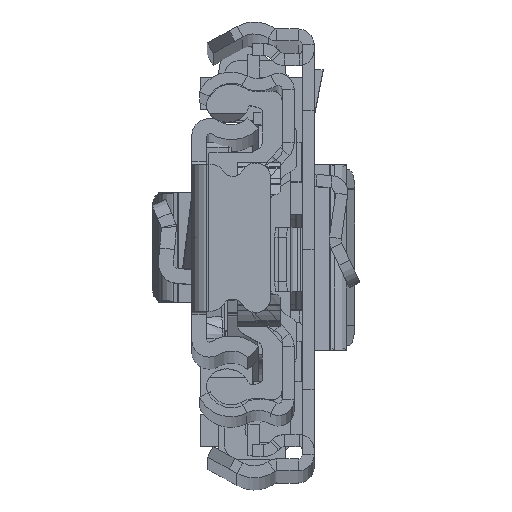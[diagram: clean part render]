
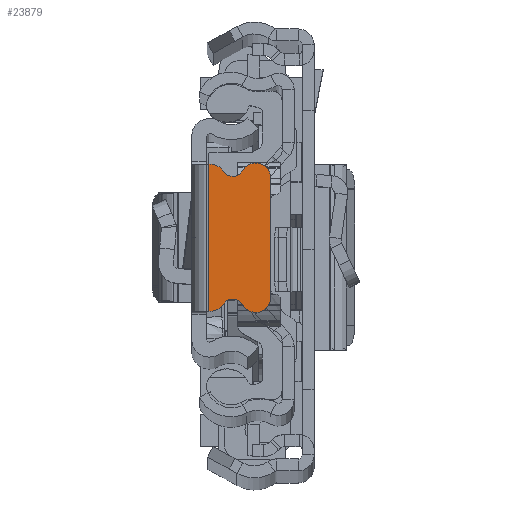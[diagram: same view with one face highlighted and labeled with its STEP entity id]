
A CAD part, top view. The second image highlights one B-rep face of the part: STEP entity #23879.
In plain terms, the highlighted planar face has unit normal (0, 0, 1).
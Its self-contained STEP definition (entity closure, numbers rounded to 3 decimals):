
#8 = DIRECTION ( 'NONE',  ( 0., 0., -1. ) ) ;
#1267 = CIRCLE ( 'NONE', #7509, 1.5 ) ;
#1343 = AXIS2_PLACEMENT_3D ( 'NONE', #18879, #8, #13944 ) ;
#1797 = CARTESIAN_POINT ( 'NONE',  ( -7.929, 6., 0. ) ) ;
#2095 = CARTESIAN_POINT ( 'NONE',  ( -5.109, -6.713, 0. ) ) ;
#2114 = CARTESIAN_POINT ( 'NONE',  ( -1.75, -7.37, 0. ) ) ;
#3039 = DIRECTION ( 'NONE',  ( -1., 0., 0. ) ) ;
#3044 = EDGE_CURVE ( 'NONE', #26661, #34043, #7435, .T. ) ;
#3220 = CIRCLE ( 'NONE', #6048, 1.5 ) ;
#4940 = VECTOR ( 'NONE', #32808, 1000. ) ;
#5015 = CARTESIAN_POINT ( 'NONE',  ( 692.771, 0., 0. ) ) ;
#5291 = CARTESIAN_POINT ( 'NONE',  ( -6.429, -6., 0. ) ) ;
#5371 = DIRECTION ( 'NONE',  ( 0., 0., 1. ) ) ;
#5538 = ORIENTED_EDGE ( 'NONE', *, *, #3044, .F. ) ;
#5733 = CARTESIAN_POINT ( 'NONE',  ( -1.75, 0., 0. ) ) ;
#6048 = AXIS2_PLACEMENT_3D ( 'NONE', #22836, #33392, #17190 ) ;
#6165 = VERTEX_POINT ( 'NONE', #32777 ) ;
#6378 = CARTESIAN_POINT ( 'NONE',  ( -7.929, -6., 0. ) ) ;
#7435 = LINE ( 'NONE', #18162, #12123 ) ;
#7509 = AXIS2_PLACEMENT_3D ( 'NONE', #21286, #13523, #29369 ) ;
#7551 = ORIENTED_EDGE ( 'NONE', *, *, #19257, .T. ) ;
#8199 = EDGE_LOOP ( 'NONE', ( #11408, #5538, #17057, #13883, #18901, #33638, #34680, #32391, #7551, #18271 ) ) ;
#8262 = EDGE_CURVE ( 'NONE', #26661, #23621, #8389, .T. ) ;
#8338 = CARTESIAN_POINT ( 'NONE',  ( -4.142, -7.236, 0. ) ) ;
#8389 = CIRCLE ( 'NONE', #28068, 1.5 ) ;
#9623 = VERTEX_POINT ( 'NONE', #15169 ) ;
#10505 = CARTESIAN_POINT ( 'NONE',  ( -7.929, -6., 0. ) ) ;
#11408 = ORIENTED_EDGE ( 'NONE', *, *, #19633, .F. ) ;
#11424 = CIRCLE ( 'NONE', #24345, 1.5 ) ;
#12123 = VECTOR ( 'NONE', #29269, 1000. ) ;
#13105 = DIRECTION ( 'NONE',  ( 1., 0., 0. ) ) ;
#13486 = LINE ( 'NONE', #5733, #19872 ) ;
#13523 = DIRECTION ( 'NONE',  ( 0., 0., 1. ) ) ;
#13883 = ORIENTED_EDGE ( 'NONE', *, *, #28310, .T. ) ;
#13944 = DIRECTION ( 'NONE',  ( 1., 0., 0. ) ) ;
#15169 = CARTESIAN_POINT ( 'NONE',  ( -1.929, -7.37, 0. ) ) ;
#15231 = AXIS2_PLACEMENT_3D ( 'NONE', #5015, #5371, #13105 ) ;
#15829 = EDGE_CURVE ( 'NONE', #31453, #19927, #3220, .T. ) ;
#16598 = EDGE_CURVE ( 'NONE', #22881, #6165, #27983, .T. ) ;
#16720 = EDGE_CURVE ( 'NONE', #19927, #17111, #32983, .T. ) ;
#16903 = CARTESIAN_POINT ( 'NONE',  ( -5.109, 6.713, 0. ) ) ;
#17057 = ORIENTED_EDGE ( 'NONE', *, *, #8262, .T. ) ;
#17111 = VERTEX_POINT ( 'NONE', #10505 ) ;
#17125 = LINE ( 'NONE', #27889, #28258 ) ;
#17190 = DIRECTION ( 'NONE',  ( -1., 0., 0. ) ) ;
#17476 = DIRECTION ( 'NONE',  ( 1., 0., 0. ) ) ;
#18162 = CARTESIAN_POINT ( 'NONE',  ( -1.929, 7.37, 0. ) ) ;
#18271 = ORIENTED_EDGE ( 'NONE', *, *, #34832, .F. ) ;
#18787 = EDGE_CURVE ( 'NONE', #17111, #22881, #11424, .T. ) ;
#18879 = CARTESIAN_POINT ( 'NONE',  ( -4.142, 7.236, 0. ) ) ;
#18901 = ORIENTED_EDGE ( 'NONE', *, *, #15829, .T. ) ;
#19081 = DIRECTION ( 'NONE',  ( 0., 0., -1. ) ) ;
#19257 = EDGE_CURVE ( 'NONE', #6165, #9623, #1267, .T. ) ;
#19633 = EDGE_CURVE ( 'NONE', #34043, #22519, #13486, .T. ) ;
#19655 = CARTESIAN_POINT ( 'NONE',  ( -3.206, 6.658, 0. ) ) ;
#19872 = VECTOR ( 'NONE', #23870, 1000. ) ;
#19927 = VERTEX_POINT ( 'NONE', #1797 ) ;
#19947 = DIRECTION ( 'NONE',  ( -1., 0., 0. ) ) ;
#20096 = AXIS2_PLACEMENT_3D ( 'NONE', #8338, #19081, #3039 ) ;
#20842 = DIRECTION ( 'NONE',  ( 0., 0., 1. ) ) ;
#21286 = CARTESIAN_POINT ( 'NONE',  ( -1.929, -5.87, 0. ) ) ;
#21742 = DIRECTION ( 'NONE',  ( -1., 0., 0. ) ) ;
#22159 = CARTESIAN_POINT ( 'NONE',  ( -1.75, 7.37, 0. ) ) ;
#22519 = VERTEX_POINT ( 'NONE', #2114 ) ;
#22836 = CARTESIAN_POINT ( 'NONE',  ( -6.429, 6., 0. ) ) ;
#22881 = VERTEX_POINT ( 'NONE', #2095 ) ;
#23621 = VERTEX_POINT ( 'NONE', #19655 ) ;
#23870 = DIRECTION ( 'NONE',  ( 0., -1., 0. ) ) ;
#23879 = ADVANCED_FACE ( 'NONE', ( #26497 ), #29147, .T. ) ;
#24345 = AXIS2_PLACEMENT_3D ( 'NONE', #5291, #20842, #17476 ) ;
#26496 = CARTESIAN_POINT ( 'NONE',  ( -1.929, 7.37, 0. ) ) ;
#26497 = FACE_OUTER_BOUND ( 'NONE', #8199, .T. ) ;
#26661 = VERTEX_POINT ( 'NONE', #26496 ) ;
#27706 = CARTESIAN_POINT ( 'NONE',  ( -1.929, 5.87, 0. ) ) ;
#27889 = CARTESIAN_POINT ( 'NONE',  ( -1.929, -7.37, 0. ) ) ;
#27983 = CIRCLE ( 'NONE', #20096, 1.1 ) ;
#28068 = AXIS2_PLACEMENT_3D ( 'NONE', #27706, #30182, #19947 ) ;
#28258 = VECTOR ( 'NONE', #21742, 1000. ) ;
#28310 = EDGE_CURVE ( 'NONE', #23621, #31453, #30612, .T. ) ;
#29147 = PLANE ( 'NONE',  #15231 ) ;
#29269 = DIRECTION ( 'NONE',  ( 1., 0., 0. ) ) ;
#29369 = DIRECTION ( 'NONE',  ( 1., 0., 0. ) ) ;
#30182 = DIRECTION ( 'NONE',  ( 0., 0., 1. ) ) ;
#30612 = CIRCLE ( 'NONE', #1343, 1.1 ) ;
#31453 = VERTEX_POINT ( 'NONE', #16903 ) ;
#32391 = ORIENTED_EDGE ( 'NONE', *, *, #16598, .T. ) ;
#32777 = CARTESIAN_POINT ( 'NONE',  ( -3.206, -6.658, 0. ) ) ;
#32808 = DIRECTION ( 'NONE',  ( 0., -1., 0. ) ) ;
#32983 = LINE ( 'NONE', #6378, #4940 ) ;
#33392 = DIRECTION ( 'NONE',  ( 0., 0., 1. ) ) ;
#33638 = ORIENTED_EDGE ( 'NONE', *, *, #16720, .T. ) ;
#34043 = VERTEX_POINT ( 'NONE', #22159 ) ;
#34680 = ORIENTED_EDGE ( 'NONE', *, *, #18787, .T. ) ;
#34832 = EDGE_CURVE ( 'NONE', #22519, #9623, #17125, .T. ) ;
